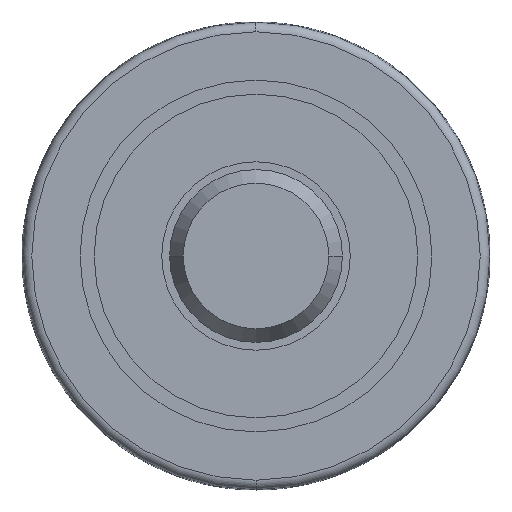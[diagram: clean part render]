
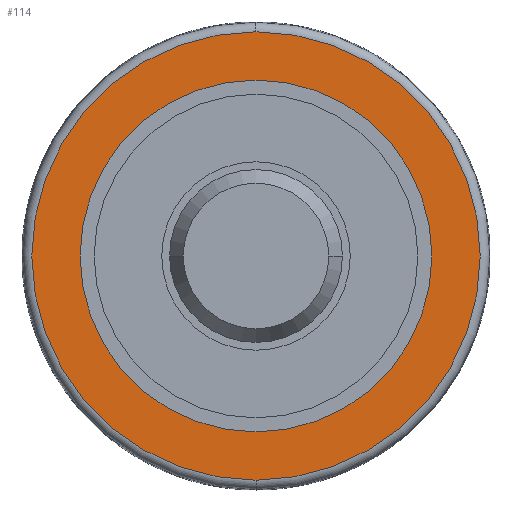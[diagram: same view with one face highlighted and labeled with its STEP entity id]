
A CAD part, left-side view. The second image highlights one B-rep face of the part: STEP entity #114.
In plain terms, the highlighted planar face has unit normal (-1, 0, 0).
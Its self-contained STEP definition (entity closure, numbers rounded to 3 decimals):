
#114=ADVANCED_FACE('',(#210,#211),#212,.T.);
#210=FACE_OUTER_BOUND('',#321,.T.);
#211=FACE_BOUND('',#322,.T.);
#212=PLANE('',#323);
#321=EDGE_LOOP('',(#651,#652,#653));
#322=EDGE_LOOP('',(#654,#655));
#323=AXIS2_PLACEMENT_3D('',#656,#657,#658);
#651=ORIENTED_EDGE('',*,*,#764,.F.);
#652=ORIENTED_EDGE('',*,*,#763,.F.);
#653=ORIENTED_EDGE('',*,*,#843,.F.);
#654=ORIENTED_EDGE('',*,*,#769,.T.);
#655=ORIENTED_EDGE('',*,*,#842,.T.);
#656=CARTESIAN_POINT('',(9.0,63.68,0.0));
#657=DIRECTION('',(-1.0,0.0,0.0));
#658=DIRECTION('',(0.0,-1.0,0.0));
#763=EDGE_CURVE('',#903,#905,#906,.T.);
#764=EDGE_CURVE('',#905,#907,#908,.T.);
#769=EDGE_CURVE('',#911,#915,#917,.T.);
#842=EDGE_CURVE('',#915,#911,#1036,.T.);
#843=EDGE_CURVE('',#907,#903,#1037,.T.);
#903=VERTEX_POINT('',#1105);
#905=VERTEX_POINT('',#1107);
#906=CIRCLE('',#1108,71.361);
#907=VERTEX_POINT('',#1109);
#908=CIRCLE('',#1110,71.361);
#911=VERTEX_POINT('',#1113);
#915=VERTEX_POINT('',#1118);
#917=CIRCLE('',#1121,56.0);
#1036=CIRCLE('',#1284,56.0);
#1037=CIRCLE('',#1285,71.361);
#1105=CARTESIAN_POINT('',(9.0,0.,-71.361));
#1107=CARTESIAN_POINT('',(9.0,71.361,0.0));
#1108=AXIS2_PLACEMENT_3D('',#1360,#1361,#1362);
#1109=CARTESIAN_POINT('',(9.0,0.,71.361));
#1110=AXIS2_PLACEMENT_3D('',#1363,#1364,#1365);
#1113=CARTESIAN_POINT('',(9.0,56.0,0.0));
#1118=CARTESIAN_POINT('',(9.0,-56.0,0.));
#1121=AXIS2_PLACEMENT_3D('',#1374,#1375,#1376);
#1284=AXIS2_PLACEMENT_3D('',#1505,#1506,#1507);
#1285=AXIS2_PLACEMENT_3D('',#1508,#1509,#1510);
#1360=CARTESIAN_POINT('',(9.0,0.0,0.0));
#1361=DIRECTION('',(1.0,0.0,0.0));
#1362=DIRECTION('',(0.0,1.0,0.0));
#1363=CARTESIAN_POINT('',(9.0,0.0,0.0));
#1364=DIRECTION('',(1.0,0.0,0.0));
#1365=DIRECTION('',(0.0,1.0,0.0));
#1374=CARTESIAN_POINT('',(9.0,0.0,0.0));
#1375=DIRECTION('',(1.0,0.0,0.0));
#1376=DIRECTION('',(0.0,1.0,0.0));
#1505=CARTESIAN_POINT('',(9.0,0.0,0.0));
#1506=DIRECTION('',(1.0,0.0,0.0));
#1507=DIRECTION('',(0.0,1.0,0.0));
#1508=CARTESIAN_POINT('',(9.0,0.0,0.0));
#1509=DIRECTION('',(1.0,0.0,0.0));
#1510=DIRECTION('',(0.0,1.0,0.0));
